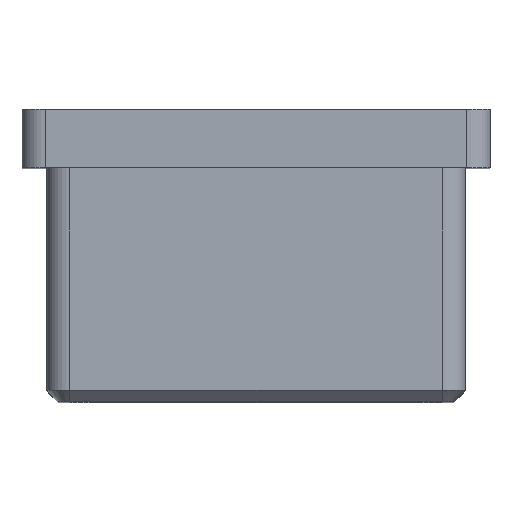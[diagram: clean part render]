
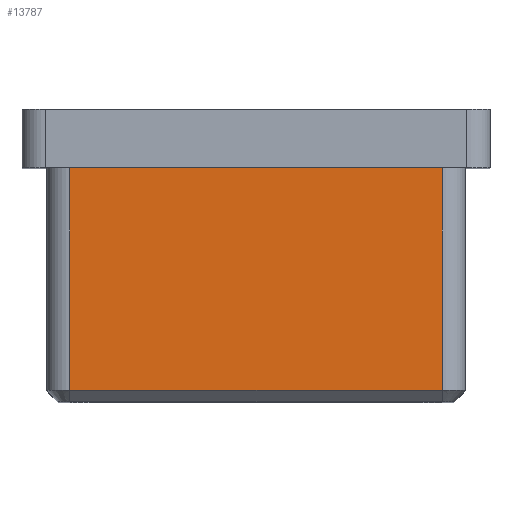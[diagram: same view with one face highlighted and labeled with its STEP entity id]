
A CAD part, top view. The second image highlights one B-rep face of the part: STEP entity #13787.
In plain terms, the highlighted planar face has unit normal (0, 0, 1).
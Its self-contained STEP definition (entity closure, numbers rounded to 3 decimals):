
#278 = EDGE_LOOP ( 'NONE', ( #12720, #13172, #12821, #14351 ) ) ;
#1081 = VERTEX_POINT ( 'NONE', #6877 ) ;
#1082 = DIRECTION ( 'NONE',  ( 0., 0., -1. ) ) ;
#1235 = CARTESIAN_POINT ( 'NONE',  ( 15.9, 0., 17.9 ) ) ;
#1703 = VECTOR ( 'NONE', #12383, 1000. ) ;
#1907 = DIRECTION ( 'NONE',  ( 0., 1., 0. ) ) ;
#1947 = CARTESIAN_POINT ( 'NONE',  ( -15.9, -20., 17.9 ) ) ;
#2086 = CARTESIAN_POINT ( 'NONE',  ( 15.9, -19., 17.9 ) ) ;
#3651 = LINE ( 'NONE', #2086, #10489 ) ;
#3713 = EDGE_CURVE ( 'NONE', #10042, #13237, #9702, .T. ) ;
#4677 = LINE ( 'NONE', #1947, #1703 ) ;
#5025 = VECTOR ( 'NONE', #1907, 1000. ) ;
#5189 = CARTESIAN_POINT ( 'NONE',  ( -17.9, 0., 17.9 ) ) ;
#5533 = DIRECTION ( 'NONE',  ( 1., 0., 0. ) ) ;
#6624 = EDGE_CURVE ( 'NONE', #1081, #10042, #14276, .T. ) ;
#6647 = EDGE_CURVE ( 'NONE', #13237, #13426, #4677, .T. ) ;
#6678 = DIRECTION ( 'NONE',  ( -1., 0., 0. ) ) ;
#6877 = CARTESIAN_POINT ( 'NONE',  ( 15.9, -19., 17.9 ) ) ;
#7542 = PLANE ( 'NONE',  #11648 ) ;
#7789 = CARTESIAN_POINT ( 'NONE',  ( -17.9, -20., 17.9 ) ) ;
#7970 = CARTESIAN_POINT ( 'NONE',  ( -15.9, 0., 17.9 ) ) ;
#8910 = FACE_OUTER_BOUND ( 'NONE', #278, .T. ) ;
#8916 = DIRECTION ( 'NONE',  ( -1., 0., 0. ) ) ;
#9702 = LINE ( 'NONE', #5189, #12671 ) ;
#10042 = VERTEX_POINT ( 'NONE', #1235 ) ;
#10489 = VECTOR ( 'NONE', #5533, 1000. ) ;
#11566 = CARTESIAN_POINT ( 'NONE',  ( -15.9, -19., 17.9 ) ) ;
#11648 = AXIS2_PLACEMENT_3D ( 'NONE', #7789, #1082, #8916 ) ;
#12140 = CARTESIAN_POINT ( 'NONE',  ( 15.9, -20., 17.9 ) ) ;
#12383 = DIRECTION ( 'NONE',  ( 0., -1., 0. ) ) ;
#12671 = VECTOR ( 'NONE', #6678, 1000. ) ;
#12720 = ORIENTED_EDGE ( 'NONE', *, *, #6647, .T. ) ;
#12821 = ORIENTED_EDGE ( 'NONE', *, *, #6624, .T. ) ;
#13172 = ORIENTED_EDGE ( 'NONE', *, *, #13899, .T. ) ;
#13237 = VERTEX_POINT ( 'NONE', #7970 ) ;
#13426 = VERTEX_POINT ( 'NONE', #11566 ) ;
#13787 = ADVANCED_FACE ( 'NONE', ( #8910 ), #7542, .F. ) ;
#13899 = EDGE_CURVE ( 'NONE', #13426, #1081, #3651, .T. ) ;
#14276 = LINE ( 'NONE', #12140, #5025 ) ;
#14351 = ORIENTED_EDGE ( 'NONE', *, *, #3713, .T. ) ;
